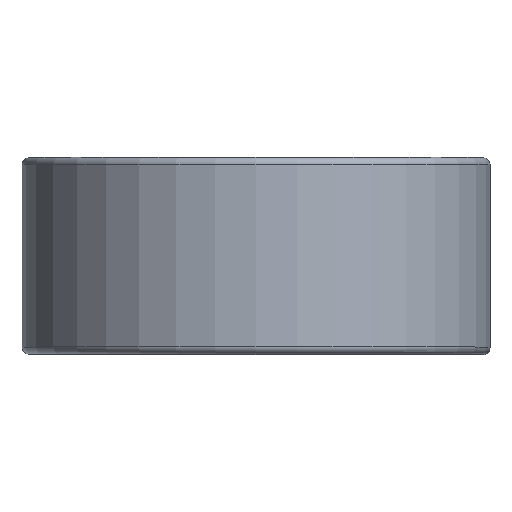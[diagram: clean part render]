
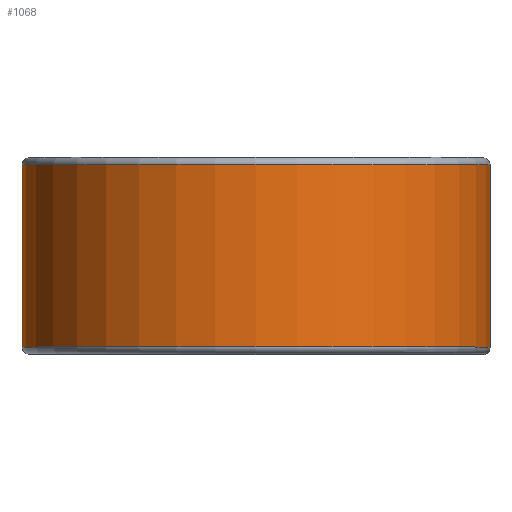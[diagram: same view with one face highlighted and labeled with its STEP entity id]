
A CAD part, top view. The second image highlights one B-rep face of the part: STEP entity #1068.
In plain terms, the highlighted cylindrical face has radius 24.536 mm (diameter 49.073 mm), a partial arc.
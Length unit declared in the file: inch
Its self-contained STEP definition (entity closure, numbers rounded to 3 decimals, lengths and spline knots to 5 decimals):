
#2 = VERTEX_POINT ( 'NONE', #1003 ) ;
#35 = DIRECTION ( 'NONE',  ( 0., 0., -1. ) ) ;
#72 = CARTESIAN_POINT ( 'NONE',  ( 0.966, 0.37625, 0. ) ) ;
#331 = LINE ( 'NONE', #2179, #1606 ) ;
#379 = FACE_OUTER_BOUND ( 'NONE', #2328, .T. ) ;
#382 = VERTEX_POINT ( 'NONE', #1523 ) ;
#404 = CIRCLE ( 'NONE', #1249, 0.966 ) ;
#418 = ORIENTED_EDGE ( 'NONE', *, *, #1872, .T. ) ;
#434 = CARTESIAN_POINT ( 'NONE',  ( 0., 0.375, 0. ) ) ;
#449 = AXIS2_PLACEMENT_3D ( 'NONE', #2236, #1131, #35 ) ;
#488 = CIRCLE ( 'NONE', #449, 0.966 ) ;
#601 = DIRECTION ( 'NONE',  ( 0., -1., 0. ) ) ;
#648 = CARTESIAN_POINT ( 'NONE',  ( 0., -0.37625, 0. ) ) ;
#823 = DIRECTION ( 'NONE',  ( 0., 0., -1. ) ) ;
#951 = DIRECTION ( 'NONE',  ( 0., 1., 0. ) ) ;
#1003 = CARTESIAN_POINT ( 'NONE',  ( 0.966, -0.37625, 0. ) ) ;
#1068 = ADVANCED_FACE ( 'NONE', ( #379 ), #1643, .T. ) ;
#1112 = VECTOR ( 'NONE', #951, 39.37008 ) ;
#1121 = AXIS2_PLACEMENT_3D ( 'NONE', #434, #601, #1346 ) ;
#1131 = DIRECTION ( 'NONE',  ( 0., -1., 0. ) ) ;
#1198 = VERTEX_POINT ( 'NONE', #72 ) ;
#1249 = AXIS2_PLACEMENT_3D ( 'NONE', #648, #1928, #823 ) ;
#1346 = DIRECTION ( 'NONE',  ( 0., 0., -1. ) ) ;
#1523 = CARTESIAN_POINT ( 'NONE',  ( 0., -0.37625, -0.966 ) ) ;
#1585 = ORIENTED_EDGE ( 'NONE', *, *, #2101, .F. ) ;
#1596 = VERTEX_POINT ( 'NONE', #2283 ) ;
#1606 = VECTOR ( 'NONE', #2355, 39.37008 ) ;
#1628 = ORIENTED_EDGE ( 'NONE', *, *, #1884, .T. ) ;
#1643 = CYLINDRICAL_SURFACE ( 'NONE', #1121, 0.966 ) ;
#1732 = EDGE_CURVE ( 'NONE', #382, #1596, #331, .T. ) ;
#1872 = EDGE_CURVE ( 'NONE', #1198, #1596, #488, .T. ) ;
#1884 = EDGE_CURVE ( 'NONE', #2, #1198, #2062, .T. ) ;
#1928 = DIRECTION ( 'NONE',  ( 0., -1., 0. ) ) ;
#2020 = ORIENTED_EDGE ( 'NONE', *, *, #1732, .F. ) ;
#2053 = CARTESIAN_POINT ( 'NONE',  ( 0.966, 0.37625, 0. ) ) ;
#2062 = LINE ( 'NONE', #2053, #1112 ) ;
#2101 = EDGE_CURVE ( 'NONE', #2, #382, #404, .T. ) ;
#2179 = CARTESIAN_POINT ( 'NONE',  ( 0., 0.37625, -0.966 ) ) ;
#2236 = CARTESIAN_POINT ( 'NONE',  ( 0., 0.37625, 0. ) ) ;
#2283 = CARTESIAN_POINT ( 'NONE',  ( 0., 0.37625, -0.966 ) ) ;
#2328 = EDGE_LOOP ( 'NONE', ( #1628, #418, #2020, #1585 ) ) ;
#2355 = DIRECTION ( 'NONE',  ( 0., 1., 0. ) ) ;
